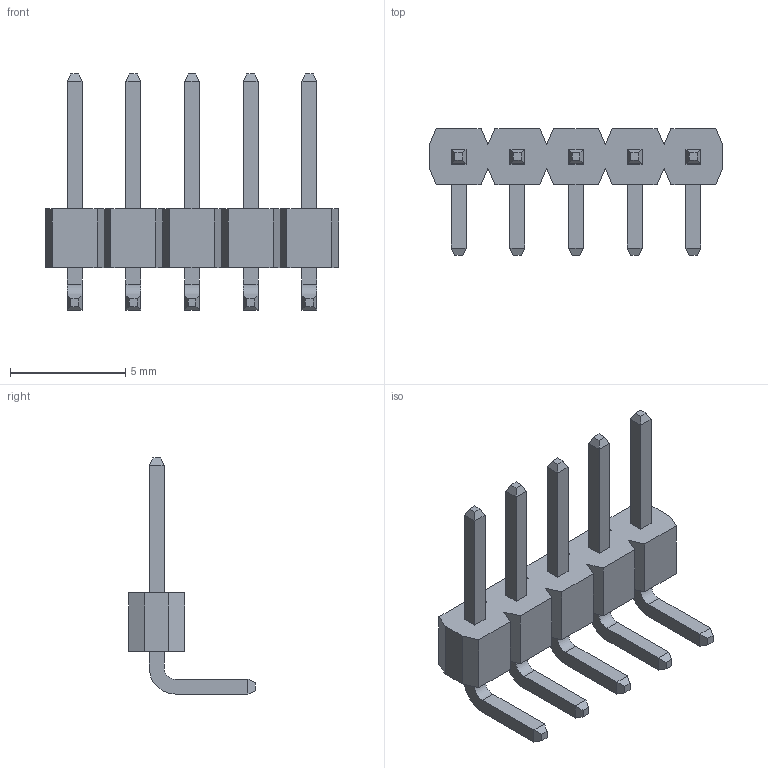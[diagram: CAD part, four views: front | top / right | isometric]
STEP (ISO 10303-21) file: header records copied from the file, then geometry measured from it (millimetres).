
FILE_DESCRIPTION (( 'STEP AP214' ), '1' );
FILE_NAME ('PLS-5R.STEP', '2011-05-17T11:15:06', ( 'vpeshkov' ), ( 'licard' ), 'SwSTEP 2.0', 'SolidWorks 2009', '' );
FILE_SCHEMA (( 'AUTOMOTIVE_DESIGN' ));
Length unit declared in the file: millimetre
Products named in the file (1): PLS-5R
Bounding box: 12.7 x 5.49 x 10.22 mm (x, y, z)
Volume: 96 mm3; surface area: 291.3 mm2
Topology: 1 solids, 1 shells, 144 faces, 356 edges, 224 vertices
Faces by surface type: plane 134, cylinder 10
Entity records: 5384 total; most frequent: CARTESIAN_POINT 725, ORIENTED_EDGE 712, DIRECTION 666, EDGE_CURVE 356, VECTOR 336, LINE 336, VERTEX_POINT 224, AXIS2_PLACEMENT_3D 165
